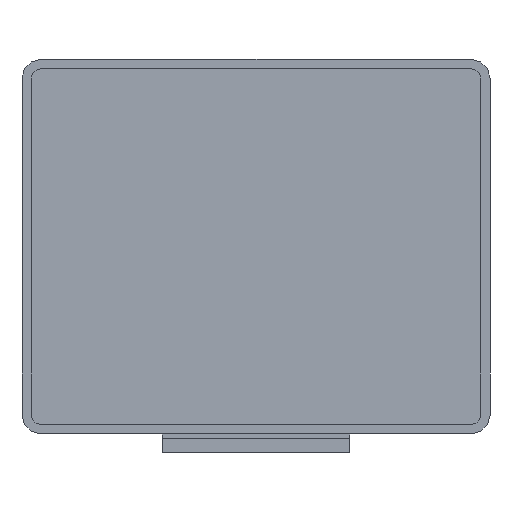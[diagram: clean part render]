
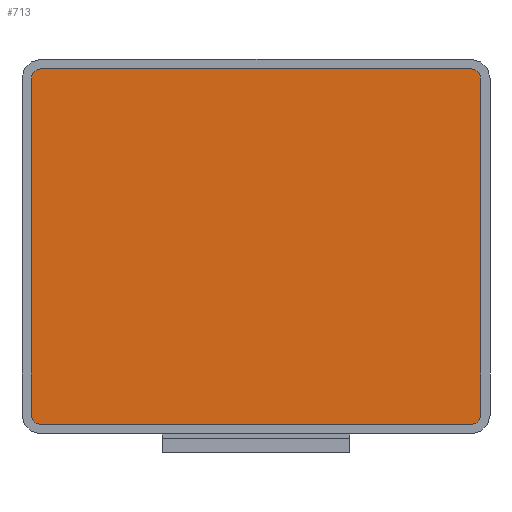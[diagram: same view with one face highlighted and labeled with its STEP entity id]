
A CAD part, front view. The second image highlights one B-rep face of the part: STEP entity #713.
In plain terms, the highlighted planar face has unit normal (0, -1, 0).
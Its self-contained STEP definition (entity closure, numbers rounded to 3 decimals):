
#57=PLANE('',#827);
#106=LINE('',#1166,#178);
#110=LINE('',#1178,#182);
#114=LINE('',#1190,#186);
#118=LINE('',#1201,#190);
#178=VECTOR('',#959,1000.);
#182=VECTOR('',#971,1000.);
#186=VECTOR('',#983,1000.);
#190=VECTOR('',#995,1000.);
#343=ORIENTED_EDGE('',*,*,#457,.F.);
#344=ORIENTED_EDGE('',*,*,#478,.F.);
#345=ORIENTED_EDGE('',*,*,#475,.F.);
#346=ORIENTED_EDGE('',*,*,#472,.F.);
#347=ORIENTED_EDGE('',*,*,#469,.F.);
#348=ORIENTED_EDGE('',*,*,#466,.F.);
#349=ORIENTED_EDGE('',*,*,#463,.F.);
#350=ORIENTED_EDGE('',*,*,#460,.F.);
#457=EDGE_CURVE('',#537,#538,#584,.T.);
#460=EDGE_CURVE('',#538,#540,#106,.T.);
#463=EDGE_CURVE('',#540,#542,#586,.T.);
#466=EDGE_CURVE('',#542,#544,#110,.T.);
#469=EDGE_CURVE('',#544,#546,#588,.T.);
#472=EDGE_CURVE('',#546,#548,#114,.T.);
#475=EDGE_CURVE('',#548,#550,#590,.T.);
#478=EDGE_CURVE('',#550,#537,#118,.T.);
#537=VERTEX_POINT('',#1159);
#538=VERTEX_POINT('',#1161);
#540=VERTEX_POINT('',#1167);
#542=VERTEX_POINT('',#1173);
#544=VERTEX_POINT('',#1179);
#546=VERTEX_POINT('',#1185);
#548=VERTEX_POINT('',#1191);
#550=VERTEX_POINT('',#1197);
#584=CIRCLE('',#813,0.1);
#586=CIRCLE('',#817,0.1);
#588=CIRCLE('',#821,0.1);
#590=CIRCLE('',#825,0.1);
#619=EDGE_LOOP('',(#343,#344,#345,#346,#347,#348,#349,#350));
#661=FACE_BOUND('',#619,.T.);
#713=ADVANCED_FACE('',(#661),#57,.F.);
#813=AXIS2_PLACEMENT_3D('',#1160,#953,#954);
#817=AXIS2_PLACEMENT_3D('',#1172,#965,#966);
#821=AXIS2_PLACEMENT_3D('',#1184,#977,#978);
#825=AXIS2_PLACEMENT_3D('',#1196,#989,#990);
#827=AXIS2_PLACEMENT_3D('',#1202,#996,#997);
#953=DIRECTION('',(0.,1.,0.));
#954=DIRECTION('',(1.,0.,0.));
#959=DIRECTION('',(1.,0.,0.));
#965=DIRECTION('',(0.,1.,0.));
#966=DIRECTION('',(-1.,0.,0.));
#971=DIRECTION('',(0.,0.,-1.));
#977=DIRECTION('',(0.,1.,0.));
#978=DIRECTION('',(1.,0.,0.));
#983=DIRECTION('',(-1.,0.,0.));
#989=DIRECTION('',(0.,1.,0.));
#990=DIRECTION('',(1.,0.,0.));
#995=DIRECTION('',(0.,0.,1.));
#996=DIRECTION('',(0.,1.,0.));
#997=DIRECTION('',(0.,0.,1.));
#1159=CARTESIAN_POINT('',(-2.4,-499.995,1.8));
#1160=CARTESIAN_POINT('',(-2.3,-499.995,1.8));
#1161=CARTESIAN_POINT('',(-2.3,-499.995,1.9));
#1166=CARTESIAN_POINT('',(-2.3,-499.995,1.9));
#1167=CARTESIAN_POINT('',(2.3,-499.995,1.9));
#1172=CARTESIAN_POINT('',(2.3,-499.995,1.8));
#1173=CARTESIAN_POINT('',(2.4,-499.995,1.8));
#1178=CARTESIAN_POINT('',(2.4,-499.995,1.8));
#1179=CARTESIAN_POINT('',(2.4,-499.995,-1.8));
#1184=CARTESIAN_POINT('',(2.3,-499.995,-1.8));
#1185=CARTESIAN_POINT('',(2.3,-499.995,-1.9));
#1190=CARTESIAN_POINT('',(2.3,-499.995,-1.9));
#1191=CARTESIAN_POINT('',(-2.3,-499.995,-1.9));
#1196=CARTESIAN_POINT('',(-2.3,-499.995,-1.8));
#1197=CARTESIAN_POINT('',(-2.4,-499.995,-1.8));
#1201=CARTESIAN_POINT('',(-2.4,-499.995,-1.8));
#1202=CARTESIAN_POINT('',(-2.3,-499.995,1.8));
